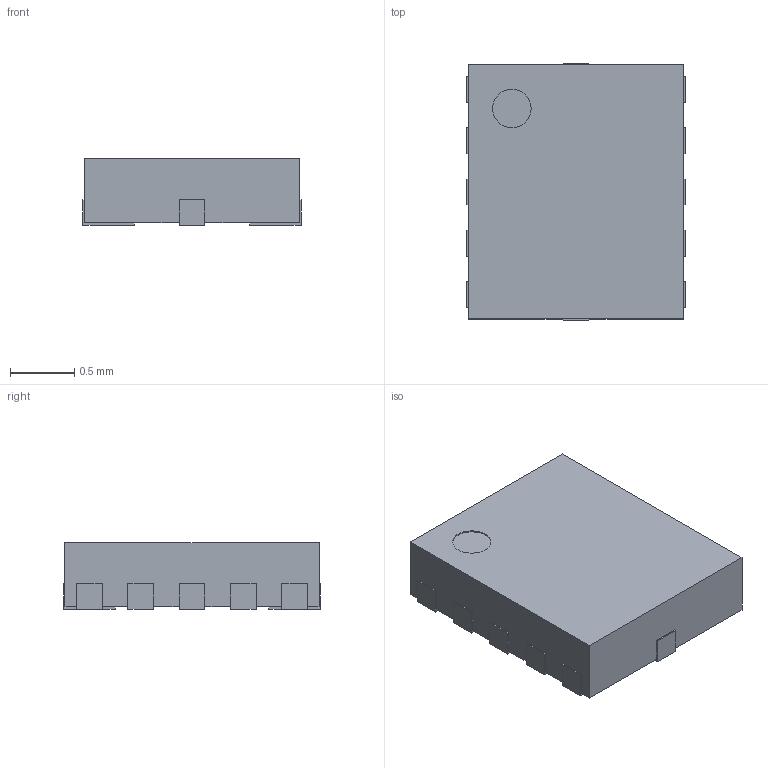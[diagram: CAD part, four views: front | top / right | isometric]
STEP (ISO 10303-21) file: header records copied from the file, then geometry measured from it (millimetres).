
FILE_DESCRIPTION(/* description */ ('model of Texas_R_PUQFN-N12_2.0x1.7_Pitch0.4mm'),/* implementation_level */ '2;1');
FILE_NAME(/* name */ 'Texas_R_PUQFN-N12_2.0x1.7_Pitch0.4mm.step',/* time_stamp */ '2017-06-20T22:33:47',/* author */ ('kicad StepUp','ksu'),/* organization */ ('FreeCAD'),/* preprocessor_version */ 'OCC',/* originating_system */ 'kicad StepUp',/* authorisation */ '');
FILE_SCHEMA(('AUTOMOTIVE_DESIGN_CC2 { 1 2 10303 214 -1 1 5 4 }'));
Length unit declared in the file: millimetre
Products named in the file (1): Texas_R_PUQFN_N12_20x17_Pitch04mm
Bounding box: 1.7 x 2 x 0.52 mm (x, y, z)
Volume: 1.7 mm3; surface area: 10.7 mm2
Topology: 1 solids, 1 shells, 80 faces, 231 edges, 154 vertices
Faces by surface type: plane 79, cylinder 1
Full cylindrical faces by diameter (mm): 0.3 x1
Entity records: 3151 total; most frequent: CARTESIAN_POINT 466, ORIENTED_EDGE 462, DIRECTION 395, EDGE_CURVE 231, LINE 229, VECTOR 229, VERTEX_POINT 154, AXIS2_PLACEMENT_3D 83
